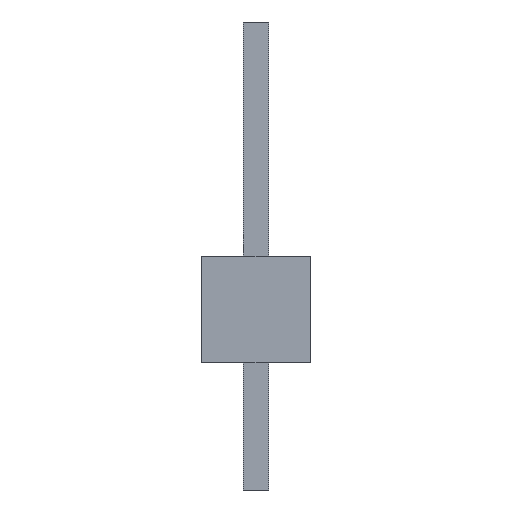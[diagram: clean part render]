
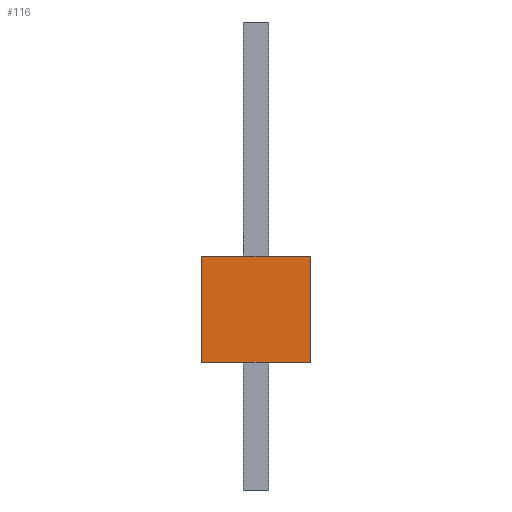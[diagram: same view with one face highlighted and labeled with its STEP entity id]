
A CAD part, front view. The second image highlights one B-rep face of the part: STEP entity #116.
In plain terms, the highlighted planar face has unit normal (0, -1, 0).
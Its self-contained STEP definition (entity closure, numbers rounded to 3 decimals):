
#13=DIRECTION('',(0.,0.,1.));
#14=DIRECTION('',(1.,0.,0.));
#67=EDGE_CURVE('',#68,#70,#72,.T.);
#68=VERTEX_POINT('',#69);
#69=CARTESIAN_POINT('',(-1.27,-1.271,0.));
#70=VERTEX_POINT('',#71);
#71=CARTESIAN_POINT('',(-1.27,-1.271,2.5));
#72=LINE('',#69,#73);
#73=VECTOR('',#13,1.);
#80=DIRECTION('',(0.,1.,0.));
#94=ORIENTED_EDGE('',*,*,#95,.F.);
#95=EDGE_CURVE('',#96,#98,#100,.T.);
#96=VERTEX_POINT('',#97);
#97=CARTESIAN_POINT('',(1.27,-1.271,0.));
#98=VERTEX_POINT('',#99);
#99=CARTESIAN_POINT('',(1.27,-1.271,2.5));
#100=LINE('',#97,#73);
#116=ADVANCED_FACE('',(#117),#127,.F.);
#117=FACE_BOUND('',#118,.F.);
#118=EDGE_LOOP('',(#119,#123,#124,#94));
#119=ORIENTED_EDGE('',*,*,#120,.F.);
#120=EDGE_CURVE('',#68,#96,#121,.T.);
#121=LINE('',#69,#122);
#122=VECTOR('',#14,1.);
#123=ORIENTED_EDGE('',*,*,#67,.T.);
#124=ORIENTED_EDGE('',*,*,#125,.T.);
#125=EDGE_CURVE('',#70,#98,#126,.T.);
#126=LINE('',#71,#122);
#127=PLANE('',#128);
#128=AXIS2_PLACEMENT_3D('',#69,#80,#13);
